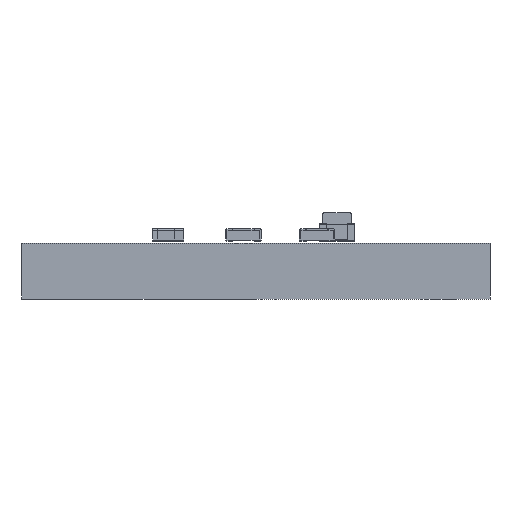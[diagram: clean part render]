
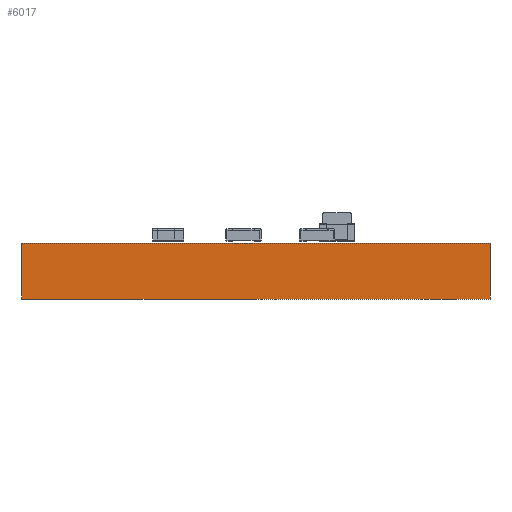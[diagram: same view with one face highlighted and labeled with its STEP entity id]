
A CAD part, front view. The second image highlights one B-rep face of the part: STEP entity #6017.
In plain terms, the highlighted planar face has unit normal (0, -1, 0).
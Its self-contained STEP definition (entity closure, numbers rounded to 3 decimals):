
#6017 = ADVANCED_FACE('',(#6018),#6032,.T.);
#6018 = FACE_BOUND('',#6019,.T.);
#6019 = EDGE_LOOP('',(#6020,#6055,#6083,#6111));
#6020 = ORIENTED_EDGE('',*,*,#6021,.T.);
#6021 = EDGE_CURVE('',#6022,#6024,#6026,.T.);
#6022 = VERTEX_POINT('',#6023);
#6023 = CARTESIAN_POINT('',(159.004,-110.744,0.));
#6024 = VERTEX_POINT('',#6025);
#6025 = CARTESIAN_POINT('',(159.004,-110.744,1.58));
#6026 = SURFACE_CURVE('',#6027,(#6031,#6043),.PCURVE_S1.);
#6027 = LINE('',#6028,#6029);
#6028 = CARTESIAN_POINT('',(159.004,-110.744,0.));
#6029 = VECTOR('',#6030,1.);
#6030 = DIRECTION('',(0.,0.,1.));
#6031 = PCURVE('',#6032,#6037);
#6032 = PLANE('',#6033);
#6033 = AXIS2_PLACEMENT_3D('',#6034,#6035,#6036);
#6034 = CARTESIAN_POINT('',(159.004,-110.744,0.));
#6035 = DIRECTION('',(0.,-1.,0.));
#6036 = DIRECTION('',(-1.,0.,0.));
#6037 = DEFINITIONAL_REPRESENTATION('',(#6038),#6042);
#6038 = LINE('',#6039,#6040);
#6039 = CARTESIAN_POINT('',(0.,-0.));
#6040 = VECTOR('',#6041,1.);
#6041 = DIRECTION('',(0.,-1.));
#6042 = ( GEOMETRIC_REPRESENTATION_CONTEXT(2) 
PARAMETRIC_REPRESENTATION_CONTEXT() REPRESENTATION_CONTEXT('2D SPACE',''
  ) );
#6043 = PCURVE('',#6044,#6049);
#6044 = PLANE('',#6045);
#6045 = AXIS2_PLACEMENT_3D('',#6046,#6047,#6048);
#6046 = CARTESIAN_POINT('',(159.004,-92.583,0.));
#6047 = DIRECTION('',(1.,0.,-0.));
#6048 = DIRECTION('',(0.,-1.,0.));
#6049 = DEFINITIONAL_REPRESENTATION('',(#6050),#6054);
#6050 = LINE('',#6051,#6052);
#6051 = CARTESIAN_POINT('',(18.161,0.));
#6052 = VECTOR('',#6053,1.);
#6053 = DIRECTION('',(0.,-1.));
#6054 = ( GEOMETRIC_REPRESENTATION_CONTEXT(2) 
PARAMETRIC_REPRESENTATION_CONTEXT() REPRESENTATION_CONTEXT('2D SPACE',''
  ) );
#6055 = ORIENTED_EDGE('',*,*,#6056,.T.);
#6056 = EDGE_CURVE('',#6024,#6057,#6059,.T.);
#6057 = VERTEX_POINT('',#6058);
#6058 = CARTESIAN_POINT('',(145.796,-110.744,1.58));
#6059 = SURFACE_CURVE('',#6060,(#6064,#6071),.PCURVE_S1.);
#6060 = LINE('',#6061,#6062);
#6061 = CARTESIAN_POINT('',(159.004,-110.744,1.58));
#6062 = VECTOR('',#6063,1.);
#6063 = DIRECTION('',(-1.,0.,0.));
#6064 = PCURVE('',#6032,#6065);
#6065 = DEFINITIONAL_REPRESENTATION('',(#6066),#6070);
#6066 = LINE('',#6067,#6068);
#6067 = CARTESIAN_POINT('',(0.,-1.58));
#6068 = VECTOR('',#6069,1.);
#6069 = DIRECTION('',(1.,0.));
#6070 = ( GEOMETRIC_REPRESENTATION_CONTEXT(2) 
PARAMETRIC_REPRESENTATION_CONTEXT() REPRESENTATION_CONTEXT('2D SPACE',''
  ) );
#6071 = PCURVE('',#6072,#6077);
#6072 = PLANE('',#6073);
#6073 = AXIS2_PLACEMENT_3D('',#6074,#6075,#6076);
#6074 = CARTESIAN_POINT('',(152.4,-101.664,1.58));
#6075 = DIRECTION('',(-0.,-0.,-1.));
#6076 = DIRECTION('',(-1.,0.,0.));
#6077 = DEFINITIONAL_REPRESENTATION('',(#6078),#6082);
#6078 = LINE('',#6079,#6080);
#6079 = CARTESIAN_POINT('',(-6.604,-9.081));
#6080 = VECTOR('',#6081,1.);
#6081 = DIRECTION('',(1.,0.));
#6082 = ( GEOMETRIC_REPRESENTATION_CONTEXT(2) 
PARAMETRIC_REPRESENTATION_CONTEXT() REPRESENTATION_CONTEXT('2D SPACE',''
  ) );
#6083 = ORIENTED_EDGE('',*,*,#6084,.F.);
#6084 = EDGE_CURVE('',#6085,#6057,#6087,.T.);
#6085 = VERTEX_POINT('',#6086);
#6086 = CARTESIAN_POINT('',(145.796,-110.744,0.));
#6087 = SURFACE_CURVE('',#6088,(#6092,#6099),.PCURVE_S1.);
#6088 = LINE('',#6089,#6090);
#6089 = CARTESIAN_POINT('',(145.796,-110.744,0.));
#6090 = VECTOR('',#6091,1.);
#6091 = DIRECTION('',(0.,0.,1.));
#6092 = PCURVE('',#6032,#6093);
#6093 = DEFINITIONAL_REPRESENTATION('',(#6094),#6098);
#6094 = LINE('',#6095,#6096);
#6095 = CARTESIAN_POINT('',(13.208,0.));
#6096 = VECTOR('',#6097,1.);
#6097 = DIRECTION('',(0.,-1.));
#6098 = ( GEOMETRIC_REPRESENTATION_CONTEXT(2) 
PARAMETRIC_REPRESENTATION_CONTEXT() REPRESENTATION_CONTEXT('2D SPACE',''
  ) );
#6099 = PCURVE('',#6100,#6105);
#6100 = PLANE('',#6101);
#6101 = AXIS2_PLACEMENT_3D('',#6102,#6103,#6104);
#6102 = CARTESIAN_POINT('',(145.796,-110.744,0.));
#6103 = DIRECTION('',(-1.,0.,0.));
#6104 = DIRECTION('',(0.,1.,0.));
#6105 = DEFINITIONAL_REPRESENTATION('',(#6106),#6110);
#6106 = LINE('',#6107,#6108);
#6107 = CARTESIAN_POINT('',(0.,0.));
#6108 = VECTOR('',#6109,1.);
#6109 = DIRECTION('',(0.,-1.));
#6110 = ( GEOMETRIC_REPRESENTATION_CONTEXT(2) 
PARAMETRIC_REPRESENTATION_CONTEXT() REPRESENTATION_CONTEXT('2D SPACE',''
  ) );
#6111 = ORIENTED_EDGE('',*,*,#6112,.F.);
#6112 = EDGE_CURVE('',#6022,#6085,#6113,.T.);
#6113 = SURFACE_CURVE('',#6114,(#6118,#6125),.PCURVE_S1.);
#6114 = LINE('',#6115,#6116);
#6115 = CARTESIAN_POINT('',(159.004,-110.744,0.));
#6116 = VECTOR('',#6117,1.);
#6117 = DIRECTION('',(-1.,0.,0.));
#6118 = PCURVE('',#6032,#6119);
#6119 = DEFINITIONAL_REPRESENTATION('',(#6120),#6124);
#6120 = LINE('',#6121,#6122);
#6121 = CARTESIAN_POINT('',(0.,-0.));
#6122 = VECTOR('',#6123,1.);
#6123 = DIRECTION('',(1.,0.));
#6124 = ( GEOMETRIC_REPRESENTATION_CONTEXT(2) 
PARAMETRIC_REPRESENTATION_CONTEXT() REPRESENTATION_CONTEXT('2D SPACE',''
  ) );
#6125 = PCURVE('',#6126,#6131);
#6126 = PLANE('',#6127);
#6127 = AXIS2_PLACEMENT_3D('',#6128,#6129,#6130);
#6128 = CARTESIAN_POINT('',(152.4,-101.664,0.));
#6129 = DIRECTION('',(-0.,-0.,-1.));
#6130 = DIRECTION('',(-1.,0.,0.));
#6131 = DEFINITIONAL_REPRESENTATION('',(#6132),#6136);
#6132 = LINE('',#6133,#6134);
#6133 = CARTESIAN_POINT('',(-6.604,-9.081));
#6134 = VECTOR('',#6135,1.);
#6135 = DIRECTION('',(1.,0.));
#6136 = ( GEOMETRIC_REPRESENTATION_CONTEXT(2) 
PARAMETRIC_REPRESENTATION_CONTEXT() REPRESENTATION_CONTEXT('2D SPACE',''
  ) );
